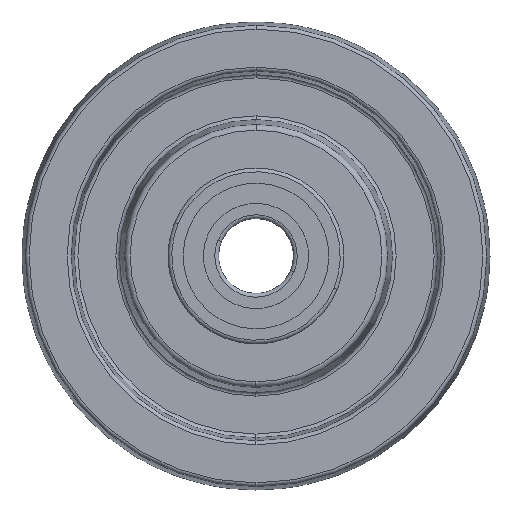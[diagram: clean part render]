
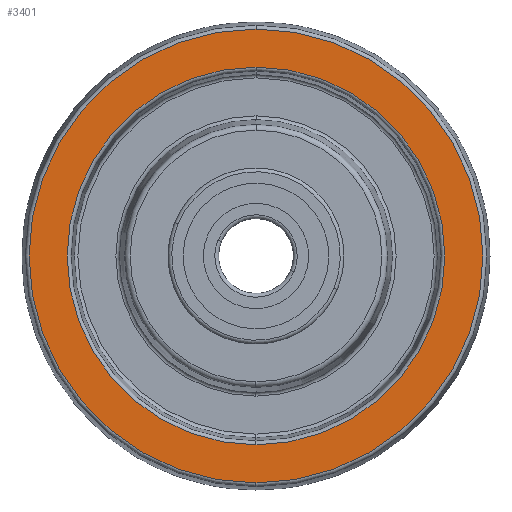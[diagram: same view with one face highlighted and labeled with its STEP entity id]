
A CAD part, left-side view. The second image highlights one B-rep face of the part: STEP entity #3401.
In plain terms, the highlighted planar face has unit normal (-1, 0, 0).
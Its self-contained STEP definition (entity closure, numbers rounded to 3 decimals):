
#52 = FACE_OUTER_BOUND ( 'NONE', #1476, .T. ) ;
#214 = CARTESIAN_POINT ( 'NONE',  ( -19., 61.5, 0. ) ) ;
#282 = CARTESIAN_POINT ( 'NONE',  ( -19., 0., -50.431 ) ) ;
#295 = EDGE_CURVE ( 'NONE', #2039, #5264, #5286, .T. ) ;
#705 = AXIS2_PLACEMENT_3D ( 'NONE', #3400, #2070, #5709 ) ;
#718 = CIRCLE ( 'NONE', #4810, 60.618 ) ;
#948 = EDGE_CURVE ( 'NONE', #1163, #1731, #1565, .T. ) ;
#1051 = DIRECTION ( 'NONE',  ( 0., 0., 1. ) ) ;
#1070 = DIRECTION ( 'NONE',  ( 0., 0., 1. ) ) ;
#1163 = VERTEX_POINT ( 'NONE', #4801 ) ;
#1167 = DIRECTION ( 'NONE',  ( 0., 0., 1. ) ) ;
#1297 = EDGE_CURVE ( 'NONE', #1731, #1163, #718, .T. ) ;
#1476 = EDGE_LOOP ( 'NONE', ( #2843, #4311 ) ) ;
#1565 = CIRCLE ( 'NONE', #2639, 60.618 ) ;
#1688 = ORIENTED_EDGE ( 'NONE', *, *, #1880, .T. ) ;
#1731 = VERTEX_POINT ( 'NONE', #5532 ) ;
#1880 = EDGE_CURVE ( 'NONE', #5264, #2039, #2066, .T. ) ;
#1927 = CARTESIAN_POINT ( 'NONE',  ( -19., 0., 0. ) ) ;
#2039 = VERTEX_POINT ( 'NONE', #282 ) ;
#2066 = CIRCLE ( 'NONE', #705, 50.431 ) ;
#2070 = DIRECTION ( 'NONE',  ( 1., 0., 0. ) ) ;
#2639 = AXIS2_PLACEMENT_3D ( 'NONE', #2995, #3903, #1167 ) ;
#2727 = AXIS2_PLACEMENT_3D ( 'NONE', #3802, #3870, #1051 ) ;
#2843 = ORIENTED_EDGE ( 'NONE', *, *, #1297, .T. ) ;
#2995 = CARTESIAN_POINT ( 'NONE',  ( -19., 0., 0. ) ) ;
#3400 = CARTESIAN_POINT ( 'NONE',  ( -19., 0., 0. ) ) ;
#3401 = ADVANCED_FACE ( 'NONE', ( #4587, #52 ), #3682, .T. ) ;
#3682 = PLANE ( 'NONE',  #3737 ) ;
#3737 = AXIS2_PLACEMENT_3D ( 'NONE', #214, #4234, #3879 ) ;
#3743 = DIRECTION ( 'NONE',  ( -1., 0., 0. ) ) ;
#3771 = ORIENTED_EDGE ( 'NONE', *, *, #295, .T. ) ;
#3802 = CARTESIAN_POINT ( 'NONE',  ( -19., 0., 0. ) ) ;
#3870 = DIRECTION ( 'NONE',  ( 1., 0., 0. ) ) ;
#3879 = DIRECTION ( 'NONE',  ( 0., 0., 1. ) ) ;
#3903 = DIRECTION ( 'NONE',  ( -1., 0., 0. ) ) ;
#4063 = CARTESIAN_POINT ( 'NONE',  ( -19., 0., 50.431 ) ) ;
#4234 = DIRECTION ( 'NONE',  ( -1., 0., 0. ) ) ;
#4311 = ORIENTED_EDGE ( 'NONE', *, *, #948, .T. ) ;
#4587 = FACE_BOUND ( 'NONE', #5780, .T. ) ;
#4801 = CARTESIAN_POINT ( 'NONE',  ( -19., 0., -60.618 ) ) ;
#4810 = AXIS2_PLACEMENT_3D ( 'NONE', #1927, #3743, #1070 ) ;
#5264 = VERTEX_POINT ( 'NONE', #4063 ) ;
#5286 = CIRCLE ( 'NONE', #2727, 50.431 ) ;
#5532 = CARTESIAN_POINT ( 'NONE',  ( -19., 0., 60.618 ) ) ;
#5709 = DIRECTION ( 'NONE',  ( 0., 0., 1. ) ) ;
#5780 = EDGE_LOOP ( 'NONE', ( #1688, #3771 ) ) ;
